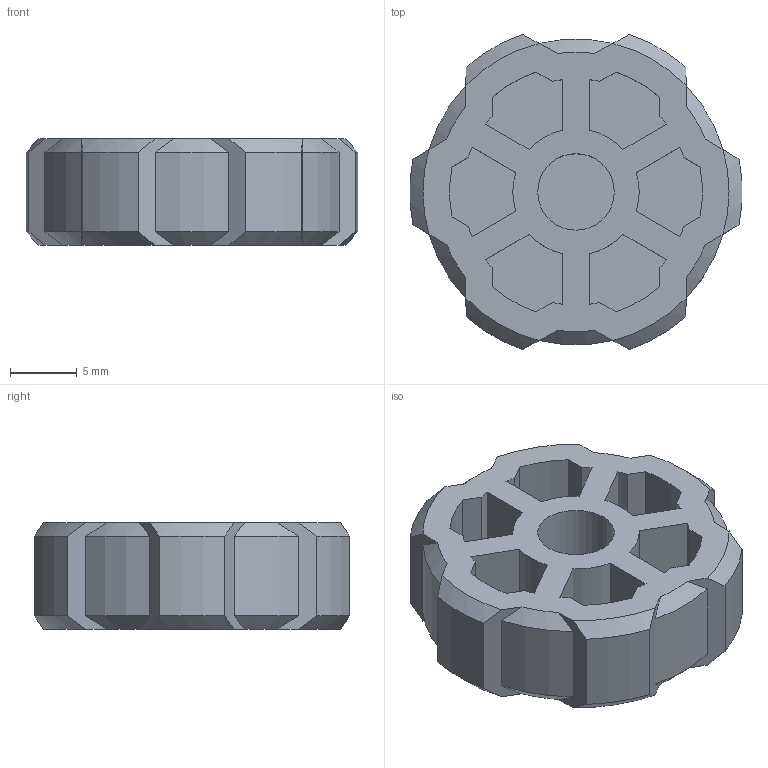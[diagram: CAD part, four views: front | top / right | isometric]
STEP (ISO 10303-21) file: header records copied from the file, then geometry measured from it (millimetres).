
FILE_DESCRIPTION((''),'2;1');
FILE_NAME('KNOB.stp','2015-01-29T10:16:30',('jge'),(''),'Autodesk Inventor 2012','Autodesk Inventor 2012','');
FILE_SCHEMA(('AUTOMOTIVE_DESIGN { 1 0 10303 214 1 1 1 1 }'));
Length unit declared in the file: millimetre
Products named in the file (1): KNOB
Bounding box: 24.95 x 23.69 x 8 mm (x, y, z)
Volume: 2511.5 mm3; surface area: 2266.9 mm2
Topology: 1 solids, 1 shells, 121 faces, 333 edges, 222 vertices
Faces by surface type: plane 58, cylinder 37, cone 24, torus 2
Full cylindrical faces by diameter (mm): 5.75 x1
Entity records: 3798 total; most frequent: CARTESIAN_POINT 816, ORIENTED_EDGE 658, DIRECTION 602, EDGE_CURVE 329, AXIS2_PLACEMENT_3D 223, VERTEX_POINT 221, VECTOR 156, LINE 156
